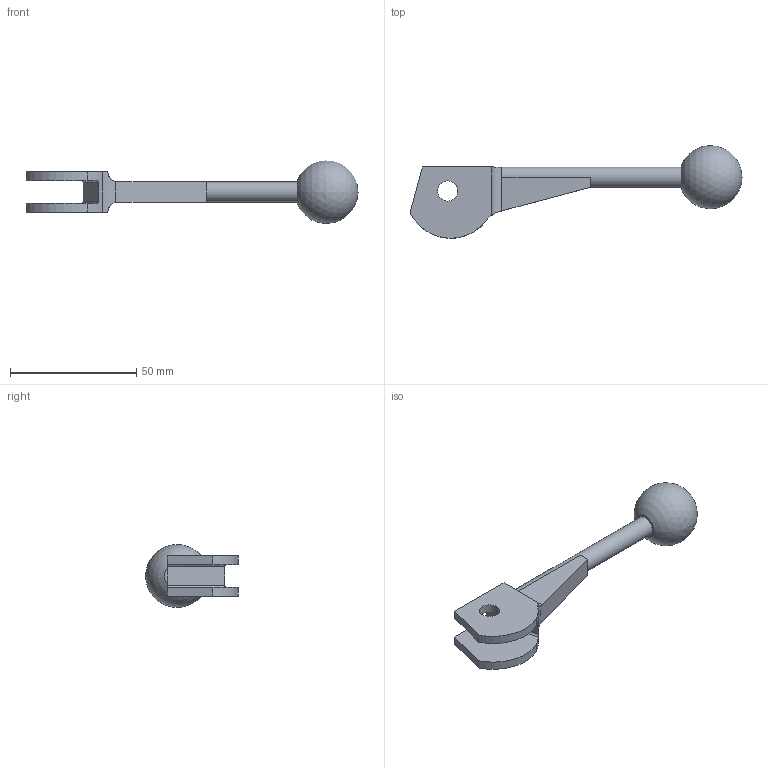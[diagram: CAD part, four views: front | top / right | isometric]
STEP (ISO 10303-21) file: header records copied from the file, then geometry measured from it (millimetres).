
FILE_DESCRIPTION( ( 'STEP AP214' ), '1' );
FILE_NAME( 'K0009.08.stp', '2020-11-24T14:34:09', ( '' ), ( '' ), ' ', 'PARTsolutions', ' ' );
FILE_SCHEMA( ( 'AUTOMOTIVE_DESIGN { 1 0 10303 214 1 1 1 1 }' ) );
Length unit declared in the file: millimetre
Products named in the file (1): _K0009.08
Bounding box: 131.4 x 36.57 x 24.99 mm (x, y, z)
Volume: 20338.2 mm3; surface area: 8196.3 mm2
Topology: 1 solids, 1 shells, 28 faces, 74 edges, 48 vertices
Faces by surface type: plane 16, cylinder 11, sphere 1
Full cylindrical faces by diameter (mm): 8 x3
Entity records: 1126 total; most frequent: CARTESIAN_POINT 192, DIRECTION 148, ORIENTED_EDGE 136, EDGE_CURVE 68, AXIS2_PLACEMENT_3D 55, VERTEX_POINT 47, LINE 38, VECTOR 38
